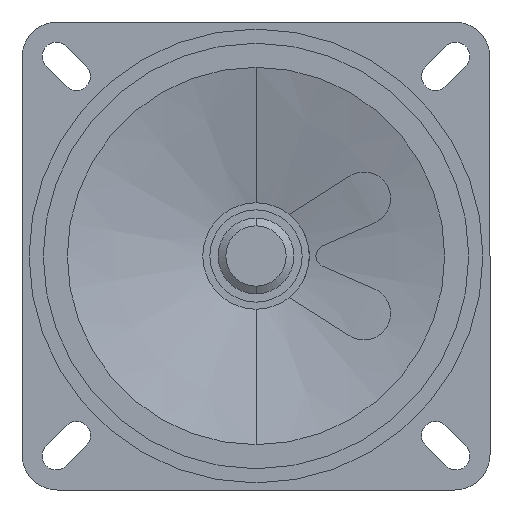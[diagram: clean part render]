
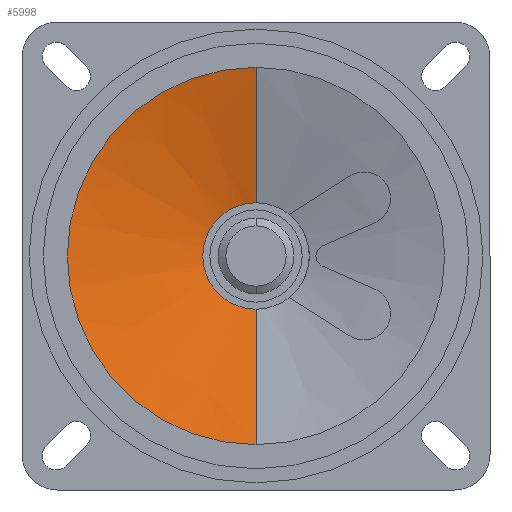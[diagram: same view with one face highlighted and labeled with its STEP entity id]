
A CAD part, front view. The second image highlights one B-rep face of the part: STEP entity #5998.
In plain terms, the highlighted conical face has half-angle 75.171 degrees and reference radius 26.613 mm.
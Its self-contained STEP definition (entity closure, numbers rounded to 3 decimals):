
#82 = CARTESIAN_POINT ( 'NONE',  ( 0., 0.9, 0. ) ) ;
#318 = DIRECTION ( 'NONE',  ( 0., -1., 0. ) ) ;
#486 = VERTEX_POINT ( 'NONE', #538 ) ;
#538 = CARTESIAN_POINT ( 'NONE',  ( 0., 0.9, 26.613 ) ) ;
#776 = VERTEX_POINT ( 'NONE', #6885 ) ;
#1366 = LINE ( 'NONE', #5610, #7066 ) ;
#1618 = CARTESIAN_POINT ( 'NONE',  ( 0., 0.9, -26.613 ) ) ;
#2106 = DIRECTION ( 'NONE',  ( 0., 0., -1. ) ) ;
#2341 = ORIENTED_EDGE ( 'NONE', *, *, #5849, .T. ) ;
#2466 = CARTESIAN_POINT ( 'NONE',  ( 0., 5.96, 7.5 ) ) ;
#2589 = VERTEX_POINT ( 'NONE', #1618 ) ;
#2798 = EDGE_CURVE ( 'NONE', #7294, #776, #5445, .T. ) ;
#2856 = DIRECTION ( 'NONE',  ( 0., -1., 0. ) ) ;
#2997 = AXIS2_PLACEMENT_3D ( 'NONE', #6565, #318, #7115 ) ;
#3637 = ORIENTED_EDGE ( 'NONE', *, *, #7379, .T. ) ;
#4156 = ORIENTED_EDGE ( 'NONE', *, *, #5367, .F. ) ;
#4207 = AXIS2_PLACEMENT_3D ( 'NONE', #4924, #6017, #2106 ) ;
#4924 = CARTESIAN_POINT ( 'NONE',  ( 0., 0.9, 0. ) ) ;
#5367 = EDGE_CURVE ( 'NONE', #776, #2589, #5937, .T. ) ;
#5411 = VECTOR ( 'NONE', #6879, 1000. ) ;
#5445 = CIRCLE ( 'NONE', #2997, 7.5 ) ;
#5486 = ORIENTED_EDGE ( 'NONE', *, *, #2798, .F. ) ;
#5536 = EDGE_LOOP ( 'NONE', ( #5486, #3637, #2341, #4156 ) ) ;
#5570 = FACE_OUTER_BOUND ( 'NONE', #5536, .T. ) ;
#5610 = CARTESIAN_POINT ( 'NONE',  ( 0., 0.9, 26.613 ) ) ;
#5665 = DIRECTION ( 'NONE',  ( 0., -0.256, 0.967 ) ) ;
#5736 = DIRECTION ( 'NONE',  ( 0., 0., -1. ) ) ;
#5755 = CONICAL_SURFACE ( 'NONE', #5819, 26.613, 1.312 ) ;
#5819 = AXIS2_PLACEMENT_3D ( 'NONE', #82, #2856, #5736 ) ;
#5849 = EDGE_CURVE ( 'NONE', #486, #2589, #7087, .T. ) ;
#5937 = LINE ( 'NONE', #6777, #5411 ) ;
#5998 = ADVANCED_FACE ( 'NONE', ( #5570 ), #5755, .F. ) ;
#6017 = DIRECTION ( 'NONE',  ( 0., -1., 0. ) ) ;
#6565 = CARTESIAN_POINT ( 'NONE',  ( 0., 5.96, 0. ) ) ;
#6777 = CARTESIAN_POINT ( 'NONE',  ( 0., 0.9, -26.613 ) ) ;
#6879 = DIRECTION ( 'NONE',  ( 0., -0.256, -0.967 ) ) ;
#6885 = CARTESIAN_POINT ( 'NONE',  ( 0., 5.96, -7.5 ) ) ;
#7066 = VECTOR ( 'NONE', #5665, 1000. ) ;
#7087 = CIRCLE ( 'NONE', #4207, 26.613 ) ;
#7115 = DIRECTION ( 'NONE',  ( 0., 0., -1. ) ) ;
#7294 = VERTEX_POINT ( 'NONE', #2466 ) ;
#7379 = EDGE_CURVE ( 'NONE', #7294, #486, #1366, .T. ) ;
